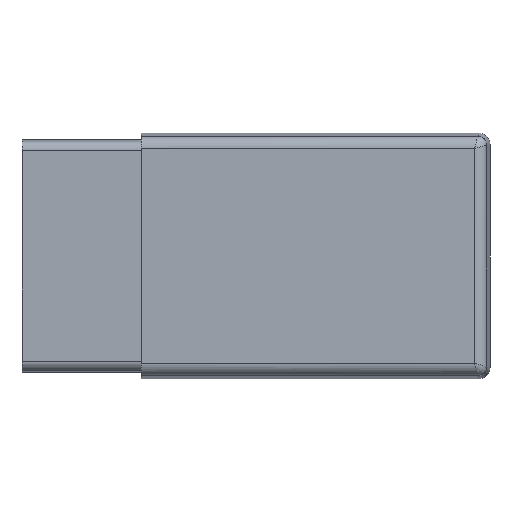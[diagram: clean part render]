
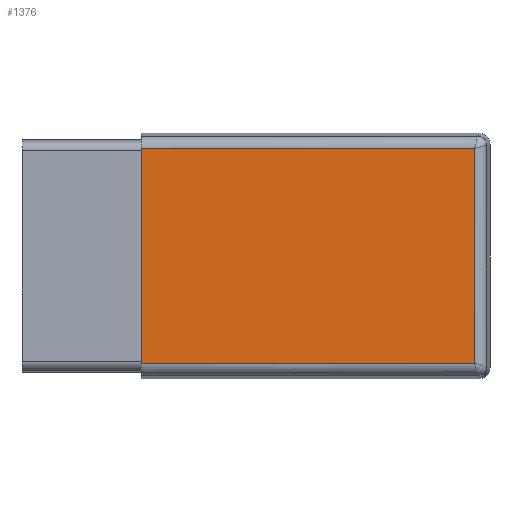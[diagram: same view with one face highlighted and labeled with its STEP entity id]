
A CAD part, top view. The second image highlights one B-rep face of the part: STEP entity #1376.
In plain terms, the highlighted planar face has unit normal (0, 0, 1).
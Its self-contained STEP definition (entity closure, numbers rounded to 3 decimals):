
#156=FACE_OUTER_BOUND('',#236,.T.);
#236=EDGE_LOOP('',(#1239,#1240,#1241,#1242));
#364=LINE('',#2142,#492);
#424=LINE('',#2418,#552);
#426=LINE('',#2521,#554);
#427=LINE('',#2523,#555);
#492=VECTOR('',#1712,10.);
#552=VECTOR('',#1940,10.);
#554=VECTOR('',#1944,10.);
#555=VECTOR('',#1947,10.);
#618=VERTEX_POINT('',#2139);
#619=VERTEX_POINT('',#2141);
#676=VERTEX_POINT('',#2368);
#678=VERTEX_POINT('',#2471);
#760=EDGE_CURVE('',#619,#618,#364,.T.);
#864=EDGE_CURVE('',#676,#618,#424,.T.);
#868=EDGE_CURVE('',#678,#676,#426,.T.);
#869=EDGE_CURVE('',#619,#678,#427,.T.);
#1239=ORIENTED_EDGE('',*,*,#760,.T.);
#1240=ORIENTED_EDGE('',*,*,#864,.F.);
#1241=ORIENTED_EDGE('',*,*,#868,.F.);
#1242=ORIENTED_EDGE('',*,*,#869,.F.);
#1300=PLANE('',#1543);
#1376=ADVANCED_FACE('',(#156),#1300,.T.);
#1543=AXIS2_PLACEMENT_3D('',#2677,#1948,#1949);
#1712=DIRECTION('',(0.,-1.,0.));
#1940=DIRECTION('',(-1.,0.,0.));
#1944=DIRECTION('',(0.,-1.,0.));
#1947=DIRECTION('',(1.,0.,0.));
#1948=DIRECTION('center_axis',(0.,0.,1.));
#1949=DIRECTION('ref_axis',(1.,0.,0.));
#2139=CARTESIAN_POINT('',(147.3,6.623,16.2));
#2141=CARTESIAN_POINT('',(147.3,97.277,16.2));
#2142=CARTESIAN_POINT('',(147.3,51.95,16.2));
#2368=CARTESIAN_POINT('',(287.777,6.623,16.2));
#2418=CARTESIAN_POINT('',(218.3,6.623,16.2));
#2471=CARTESIAN_POINT('',(287.777,97.277,16.2));
#2521=CARTESIAN_POINT('',(287.777,75.425,16.2));
#2523=CARTESIAN_POINT('',(76.1,97.277,16.2));
#2677=CARTESIAN_POINT('Origin',(147.2,51.95,16.2));
